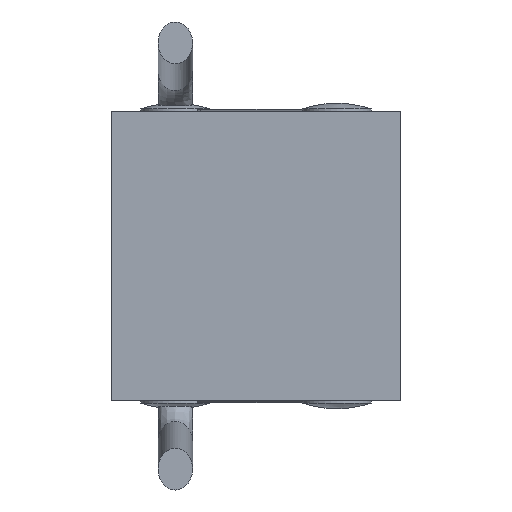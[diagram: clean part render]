
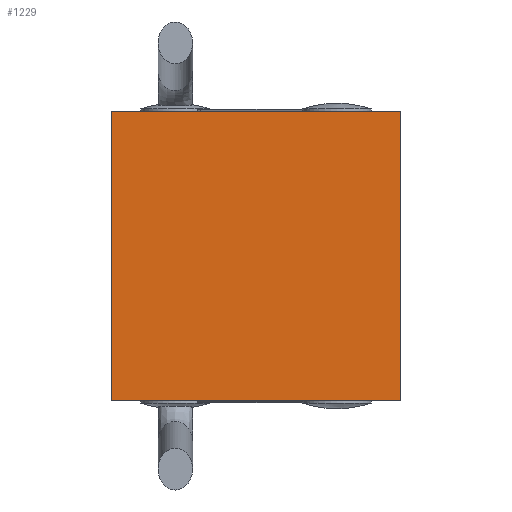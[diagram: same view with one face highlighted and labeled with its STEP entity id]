
A CAD part, front view. The second image highlights one B-rep face of the part: STEP entity #1229.
In plain terms, the highlighted planar face has unit normal (0, -1, 0).
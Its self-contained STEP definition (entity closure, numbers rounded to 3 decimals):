
#142 = VECTOR ( 'NONE', #1101, 1000. ) ;
#186 = CARTESIAN_POINT ( 'NONE',  ( -2.5, -0.51, 2.5 ) ) ;
#193 = VERTEX_POINT ( 'NONE', #283 ) ;
#212 = ORIENTED_EDGE ( 'NONE', *, *, #907, .T. ) ;
#283 = CARTESIAN_POINT ( 'NONE',  ( 2.5, -0.51, 2.5 ) ) ;
#302 = ORIENTED_EDGE ( 'NONE', *, *, #2712, .T. ) ;
#354 = LINE ( 'NONE', #2276, #3452 ) ;
#862 = CARTESIAN_POINT ( 'NONE',  ( 2.5, -0.51, -2.5 ) ) ;
#907 = EDGE_CURVE ( 'NONE', #3084, #193, #354, .T. ) ;
#976 = VERTEX_POINT ( 'NONE', #4424 ) ;
#1101 = DIRECTION ( 'NONE',  ( 1., 0., 0. ) ) ;
#1229 = ADVANCED_FACE ( 'NONE', ( #5313 ), #1460, .F. ) ;
#1408 = ORIENTED_EDGE ( 'NONE', *, *, #4559, .T. ) ;
#1460 = PLANE ( 'NONE',  #2037 ) ;
#1508 = DIRECTION ( 'NONE',  ( 0., 0., -1. ) ) ;
#1526 = DIRECTION ( 'NONE',  ( 0., 1., 0. ) ) ;
#1533 = DIRECTION ( 'NONE',  ( 0., 0., 1. ) ) ;
#1584 = CARTESIAN_POINT ( 'NONE',  ( 0., -0.51, 0. ) ) ;
#2037 = AXIS2_PLACEMENT_3D ( 'NONE', #1584, #1526, #1533 ) ;
#2048 = EDGE_CURVE ( 'NONE', #193, #3537, #5466, .T. ) ;
#2276 = CARTESIAN_POINT ( 'NONE',  ( 2.5, -0.51, 2.5 ) ) ;
#2373 = CARTESIAN_POINT ( 'NONE',  ( -2.5, -0.51, 2.5 ) ) ;
#2712 = EDGE_CURVE ( 'NONE', #3537, #976, #3948, .T. ) ;
#2856 = CARTESIAN_POINT ( 'NONE',  ( 2.5, -0.51, 2.5 ) ) ;
#3084 = VERTEX_POINT ( 'NONE', #862 ) ;
#3176 = ORIENTED_EDGE ( 'NONE', *, *, #2048, .T. ) ;
#3217 = VECTOR ( 'NONE', #4263, 1000. ) ;
#3452 = VECTOR ( 'NONE', #3498, 1000. ) ;
#3498 = DIRECTION ( 'NONE',  ( 0., 0., 1. ) ) ;
#3515 = LINE ( 'NONE', #5312, #142 ) ;
#3537 = VERTEX_POINT ( 'NONE', #186 ) ;
#3688 = VECTOR ( 'NONE', #1508, 1000. ) ;
#3948 = LINE ( 'NONE', #2373, #3688 ) ;
#4263 = DIRECTION ( 'NONE',  ( -1., 0., 0. ) ) ;
#4424 = CARTESIAN_POINT ( 'NONE',  ( -2.5, -0.51, -2.5 ) ) ;
#4559 = EDGE_CURVE ( 'NONE', #976, #3084, #3515, .T. ) ;
#5312 = CARTESIAN_POINT ( 'NONE',  ( 2.5, -0.51, -2.5 ) ) ;
#5313 = FACE_OUTER_BOUND ( 'NONE', #5356, .T. ) ;
#5356 = EDGE_LOOP ( 'NONE', ( #302, #1408, #212, #3176 ) ) ;
#5466 = LINE ( 'NONE', #2856, #3217 ) ;
